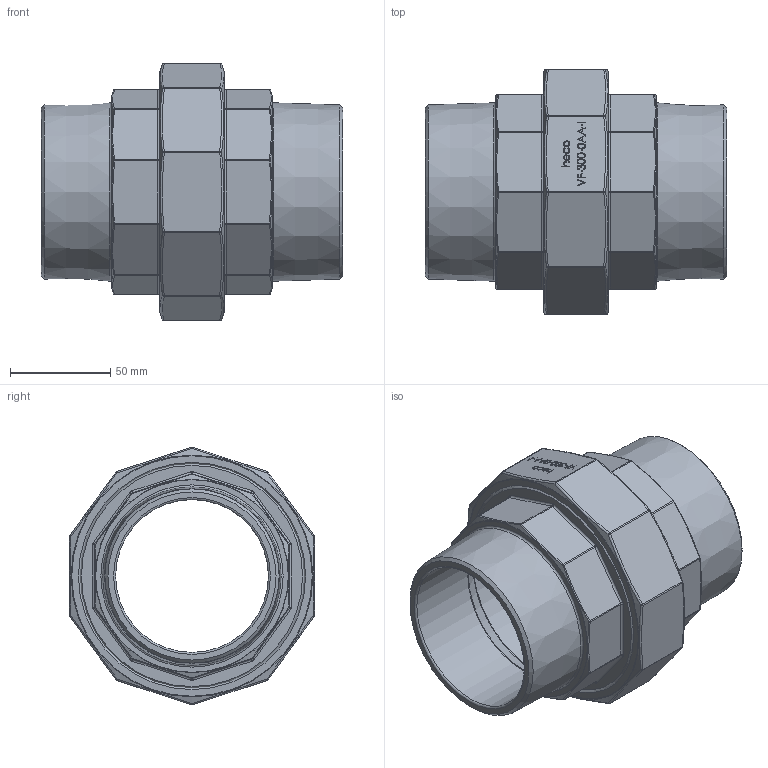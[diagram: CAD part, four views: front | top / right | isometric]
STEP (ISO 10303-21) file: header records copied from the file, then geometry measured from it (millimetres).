
FILE_DESCRIPTION (( 'STEP AP214' ), '1' );
FILE_NAME ('VF-300-0AA-I Verschraubung flach 2109.STEP', '2021-09-28T08:27:43', ( '' ), ( '' ), 'SwSTEP 2.0', 'SolidWorks 2019', '' );
FILE_SCHEMA (( 'AUTOMOTIVE_DESIGN' ));
Length unit declared in the file: millimetre
Products named in the file (1): VF-300-0AA-I Verschraubung flach 2109
Bounding box: 150 x 122 x 128.18 mm (x, y, z)
Volume: 410497 mm3; surface area: 134255.8 mm2
Topology: 4 solids, 4 shells, 426 faces, 1015 edges, 617 vertices
Faces by surface type: plane 147, bspline 136, cylinder 63, torus 45, sphere 20, cone 15
Full cylindrical faces by diameter (mm): 76 x2, 85 x2, 88.5 x2, 90 x1, 104 x1, 105 x1, 109 x2, 110.07 x1, 113.03 x1
Entity records: 22626 total; most frequent: CARTESIAN_POINT 9268, ORIENTED_EDGE 1868, DIRECTION 1497, EDGE_CURVE 934, VERTEX_POINT 597, AXIS2_PLACEMENT_3D 554, EDGE_LOOP 515, FACE_OUTER_BOUND 464
